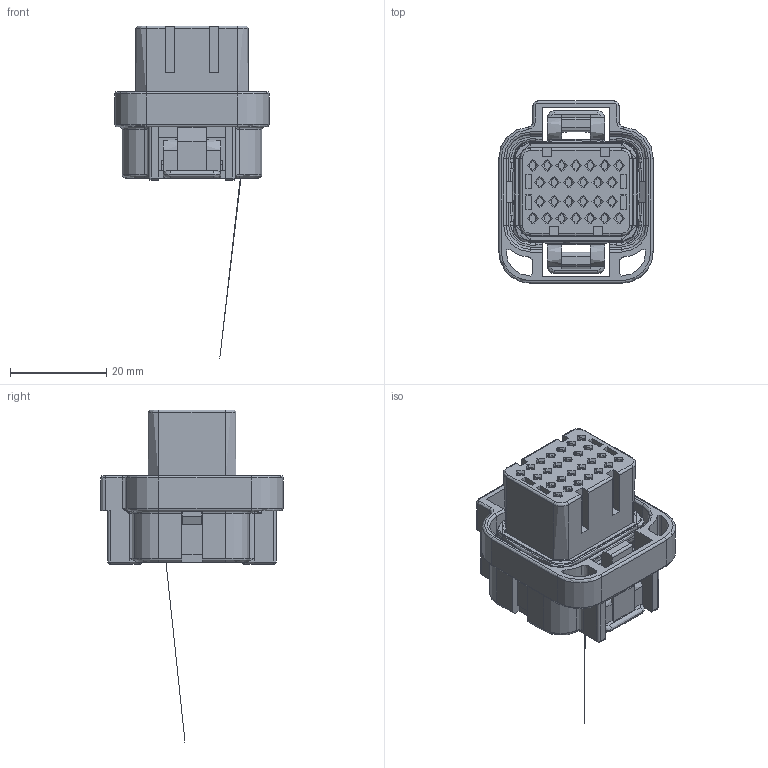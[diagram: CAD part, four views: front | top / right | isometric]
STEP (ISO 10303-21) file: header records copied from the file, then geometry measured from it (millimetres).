
FILE_DESCRIPTION( ('This file contains a STEP AP42 implementation' ,'as created by ZW3D STEP Interface translator.') ,'2;1' );
FILE_NAME( '26P盄傷邧坶邧瑩弇.stp' ,'23 4 7. 85750', (''), ('ZWCAD Software Co.'), 'Version 1.0', 'ZW3D to STEP translator', '' );
FILE_SCHEMA(('AUTOMOTIVE_DESIGN { 1 0 10303 214 1 1 1 1 }'));
Length unit declared in the file: millimetre
Products named in the file (3): 0; 26P盄傷邧坶邧瑩弇; 塑胶后塞_4
Assembly tree (1 placements, depth 2):
  0
  26P盄傷邧坶邧瑩弇
    塑胶后塞_4
Bounding box: 32.2 x 38 x 69.13 mm (x, y, z)
Volume: 19006.3 mm3; surface area: 16310.8 mm2
Topology: 2 solids, 9 shells, 1707 faces, 4599 edges, 2934 vertices
Faces by surface type: plane 738, cylinder 443, cone 260, bspline 158, torus 100, sphere 8
Full cylindrical faces by diameter (mm): 1 x6, 2 x2, 2.1 x26, 2.5 x70, 2.7 x8
Entity records: 62651 total; most frequent: CARTESIAN_POINT 18383, ORIENTED_EDGE 9194, DIRECTION 8701, EDGE_CURVE 4597, AXIS2_PLACEMENT_3D 3090, VERTEX_POINT 2934, VECTOR 2521, LINE 2521
